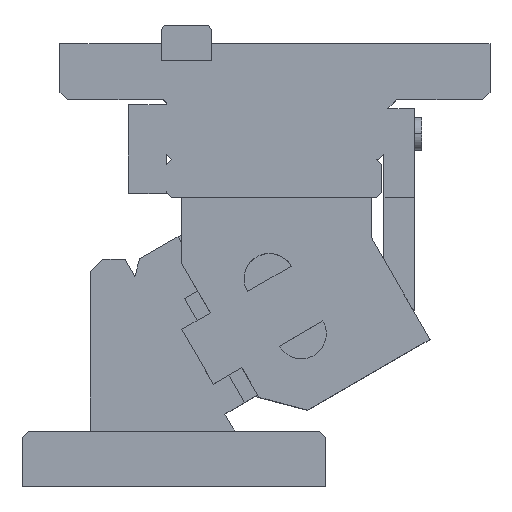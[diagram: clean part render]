
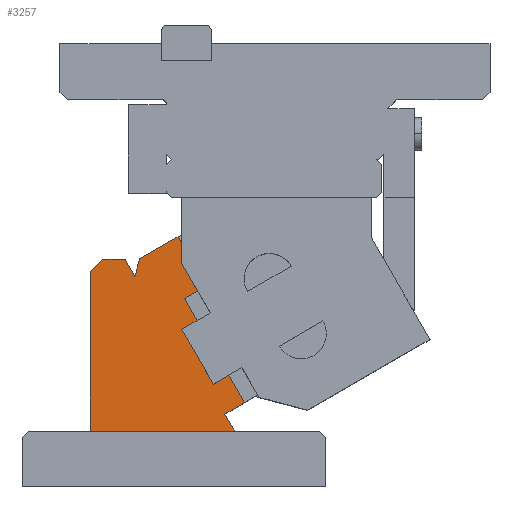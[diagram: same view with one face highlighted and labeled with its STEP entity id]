
A CAD part, top view. The second image highlights one B-rep face of the part: STEP entity #3257.
In plain terms, the highlighted planar face has unit normal (0, 0, 1).
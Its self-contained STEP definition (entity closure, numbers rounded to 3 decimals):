
#2953=CARTESIAN_POINT('Line Origine',(-102.294,-72.531,-12.5)) ;
#2957=CARTESIAN_POINT('Vertex',(-104.231,-69.177,-12.5)) ;
#2959=CARTESIAN_POINT('Vertex',(-100.358,-75.886,-12.5)) ;
#3046=CARTESIAN_POINT('Vertex',(-96.437,-64.677,-12.5)) ;
#3049=CARTESIAN_POINT('Line Origine',(-100.334,-66.927,-12.5)) ;
#3107=CARTESIAN_POINT('Vertex',(-122.741,0.965,-12.5)) ;
#3110=CARTESIAN_POINT('Line Origine',(-117.116,-8.778,-12.5)) ;
#3114=CARTESIAN_POINT('Vertex',(-111.491,-18.52,-12.5)) ;
#3171=CARTESIAN_POINT('Vertex',(-120.187,-23.541,-12.5)) ;
#3174=CARTESIAN_POINT('Line Origine',(-108.312,-44.109,-12.5)) ;
#3186=CARTESIAN_POINT('Axis2P3D Location',(-157.41,-75.886,-12.5)) ;
#3191=CARTESIAN_POINT('Line Origine',(-128.884,-75.886,-12.5)) ;
#3195=CARTESIAN_POINT('Vertex',(-157.41,-75.886,-12.5)) ;
#3198=CARTESIAN_POINT('Line Origine',(-115.839,-21.031,-12.5)) ;
#3203=CARTESIAN_POINT('Line Origine',(-130.336,-3.42,-12.5)) ;
#3207=CARTESIAN_POINT('Vertex',(-137.932,-7.806,-12.5)) ;
#3210=CARTESIAN_POINT('Line Origine',(-138.847,-11.221,-12.5)) ;
#3214=CARTESIAN_POINT('Vertex',(-139.762,-14.635,-12.5)) ;
#3217=CARTESIAN_POINT('Line Origine',(-141.711,-11.261,-12.5)) ;
#3221=CARTESIAN_POINT('Vertex',(-143.659,-7.886,-12.5)) ;
#3224=CARTESIAN_POINT('Line Origine',(-148.035,-7.886,-12.5)) ;
#3228=CARTESIAN_POINT('Vertex',(-152.41,-7.886,-12.5)) ;
#3231=CARTESIAN_POINT('Line Origine',(-154.91,-10.386,-12.5)) ;
#3235=CARTESIAN_POINT('Vertex',(-157.41,-12.886,-12.5)) ;
#3238=CARTESIAN_POINT('Line Origine',(-157.41,-44.386,-12.5)) ;
#2954=DIRECTION('Vector Direction',(0.5,-0.866,0.)) ;
#3050=DIRECTION('Vector Direction',(0.866,0.5,0.)) ;
#3111=DIRECTION('Vector Direction',(0.5,-0.866,0.)) ;
#3175=DIRECTION('Vector Direction',(0.5,-0.866,0.)) ;
#3187=DIRECTION('Axis2P3D Direction',(-0.,0.,1.)) ;
#3188=DIRECTION('Axis2P3D XDirection',(1.,0.,0.)) ;
#3192=DIRECTION('Vector Direction',(1.,0.,0.)) ;
#3199=DIRECTION('Vector Direction',(0.866,0.5,0.)) ;
#3204=DIRECTION('Vector Direction',(0.866,0.5,0.)) ;
#3211=DIRECTION('Vector Direction',(0.259,0.966,0.)) ;
#3218=DIRECTION('Vector Direction',(-0.5,0.866,0.)) ;
#3225=DIRECTION('Vector Direction',(1.,0.,0.)) ;
#3232=DIRECTION('Vector Direction',(0.707,0.707,0.)) ;
#3239=DIRECTION('Vector Direction',(0.,-1.,0.)) ;
#3189=AXIS2_PLACEMENT_3D('Plane Axis2P3D',#3186,#3187,#3188) ;
#3244=ORIENTED_EDGE('',*,*,#3197,.T.) ;
#3245=ORIENTED_EDGE('',*,*,#2961,.F.) ;
#3246=ORIENTED_EDGE('',*,*,#3053,.T.) ;
#3247=ORIENTED_EDGE('',*,*,#3178,.F.) ;
#3248=ORIENTED_EDGE('',*,*,#3202,.T.) ;
#3249=ORIENTED_EDGE('',*,*,#3116,.F.) ;
#3250=ORIENTED_EDGE('',*,*,#3209,.F.) ;
#3251=ORIENTED_EDGE('',*,*,#3216,.F.) ;
#3252=ORIENTED_EDGE('',*,*,#3223,.T.) ;
#3253=ORIENTED_EDGE('',*,*,#3230,.F.) ;
#3254=ORIENTED_EDGE('',*,*,#3237,.F.) ;
#3255=ORIENTED_EDGE('',*,*,#3242,.T.) ;
#2955=VECTOR('Line Direction',#2954,1.) ;
#3051=VECTOR('Line Direction',#3050,1.) ;
#3112=VECTOR('Line Direction',#3111,1.) ;
#3176=VECTOR('Line Direction',#3175,1.) ;
#3193=VECTOR('Line Direction',#3192,1.) ;
#3200=VECTOR('Line Direction',#3199,1.) ;
#3205=VECTOR('Line Direction',#3204,1.) ;
#3212=VECTOR('Line Direction',#3211,1.) ;
#3219=VECTOR('Line Direction',#3218,1.) ;
#3226=VECTOR('Line Direction',#3225,1.) ;
#3233=VECTOR('Line Direction',#3232,1.) ;
#3240=VECTOR('Line Direction',#3239,1.) ;
#3257=ADVANCED_FACE('CAM DRIVER',(#3256),#3190,.T.) ;
#2961=EDGE_CURVE('',#2958,#2960,#2956,.T.) ;
#3053=EDGE_CURVE('',#2958,#3047,#3052,.T.) ;
#3116=EDGE_CURVE('',#3108,#3115,#3113,.T.) ;
#3178=EDGE_CURVE('',#3172,#3047,#3177,.T.) ;
#3197=EDGE_CURVE('',#3196,#2960,#3194,.T.) ;
#3202=EDGE_CURVE('',#3172,#3115,#3201,.T.) ;
#3209=EDGE_CURVE('',#3208,#3108,#3206,.T.) ;
#3216=EDGE_CURVE('',#3215,#3208,#3213,.T.) ;
#3223=EDGE_CURVE('',#3215,#3222,#3220,.T.) ;
#3230=EDGE_CURVE('',#3229,#3222,#3227,.T.) ;
#3237=EDGE_CURVE('',#3236,#3229,#3234,.T.) ;
#3242=EDGE_CURVE('',#3236,#3196,#3241,.T.) ;
#3243=EDGE_LOOP('',(#3244,#3245,#3246,#3247,#3248,#3249,#3250,#3251,#3252,#3253,#3254,#3255)) ;
#3256=FACE_OUTER_BOUND('',#3243,.T.) ;
#2956=LINE('Line',#2953,#2955) ;
#3052=LINE('Line',#3049,#3051) ;
#3113=LINE('Line',#3110,#3112) ;
#3177=LINE('Line',#3174,#3176) ;
#3194=LINE('Line',#3191,#3193) ;
#3201=LINE('Line',#3198,#3200) ;
#3206=LINE('Line',#3203,#3205) ;
#3213=LINE('Line',#3210,#3212) ;
#3220=LINE('Line',#3217,#3219) ;
#3227=LINE('Line',#3224,#3226) ;
#3234=LINE('Line',#3231,#3233) ;
#3241=LINE('Line',#3238,#3240) ;
#3190=PLANE('Plane',#3189) ;
#2958=VERTEX_POINT('',#2957) ;
#2960=VERTEX_POINT('',#2959) ;
#3047=VERTEX_POINT('',#3046) ;
#3108=VERTEX_POINT('',#3107) ;
#3115=VERTEX_POINT('',#3114) ;
#3172=VERTEX_POINT('',#3171) ;
#3196=VERTEX_POINT('',#3195) ;
#3208=VERTEX_POINT('',#3207) ;
#3215=VERTEX_POINT('',#3214) ;
#3222=VERTEX_POINT('',#3221) ;
#3229=VERTEX_POINT('',#3228) ;
#3236=VERTEX_POINT('',#3235) ;
